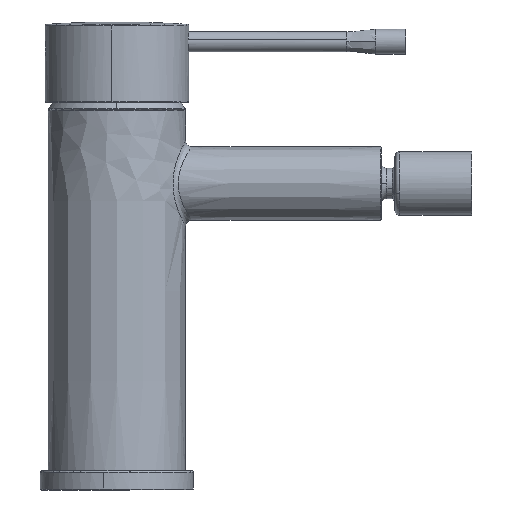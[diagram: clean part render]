
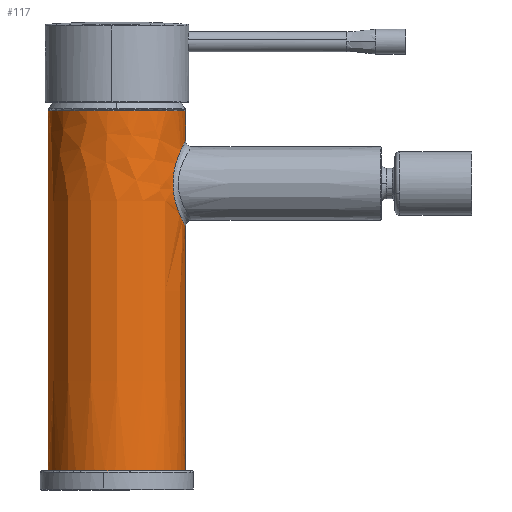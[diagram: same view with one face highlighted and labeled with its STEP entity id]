
A CAD part, front view. The second image highlights one B-rep face of the part: STEP entity #117.
In plain terms, the highlighted face is a extrusion surface.
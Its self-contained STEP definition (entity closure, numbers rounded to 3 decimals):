
#33=SURFACE_OF_LINEAR_EXTRUSION('',#253,#58);
#58=VECTOR('',#3907,112.8);
#117=ADVANCED_FACE('extract',(#178),#33,.T.);
#178=FACE_OUTER_BOUND('',#897,.T.);
#233=B_SPLINE_CURVE_WITH_KNOTS('',3,(#1718,#1728,#1729,#1730,#1731,#1732,#1717),.UNSPECIFIED.,.F.,.U.,(4,1,1,1,4),(0.,0.25,0.5,0.75,1.),.UNSPECIFIED.);
#247=B_SPLINE_CURVE_WITH_KNOTS('',3,(#2165,#2320,#2321,#2322,#2323,#2324,#2325,#2326,#2327,#2328,#2329,#2330,#2331,#2332,#2333,#2334,#2335,#2336,#2337,#2338,#2339,#2340,#2341,#2342,#2343,#2344,#2345,#2346,#2347,#2348,#2349,#2350,#2170),.UNSPECIFIED.,.F.,.U.,(4,1,1,1,1,1,1,1,1,1,1,1,1,1,1,1,1,1,1,1,1,1,1,1,1,1,1,1,1,1,4),(0.,0.01,0.021,0.031,0.042,0.052,0.062,0.073,0.083,0.094,0.104,0.115,0.125,0.172,0.219,0.266,0.313,0.406,0.5,0.594,0.687,0.734,0.781,0.828,0.875,0.896,0.917,0.938,0.958,0.979,1.),.UNSPECIFIED.);
#249=B_SPLINE_CURVE_WITH_KNOTS('',3,(#2351,#2352,#2353,#1718),.UNSPECIFIED.,.F.,.U.,(4,4),(0.,1.),.UNSPECIFIED.);
#251=B_SPLINE_CURVE_WITH_KNOTS('',3,(#2170,#2364,#2365,#2354),.UNSPECIFIED.,.F.,.U.,(4,4),(0.,1.),.UNSPECIFIED.);
#252=B_SPLINE_CURVE_WITH_KNOTS('',3,(#1717,#2366,#2367,#2165),.UNSPECIFIED.,.F.,.U.,(4,4),(0.,1.),.UNSPECIFIED.);
#253=B_SPLINE_CURVE_WITH_KNOTS('',3,(#1718,#1728,#1729,#1730,#1731,#1732,#1717),.UNSPECIFIED.,.F.,.U.,(4,1,1,1,4),(0.,0.25,0.5,0.75,1.),.UNSPECIFIED.);
#254=B_SPLINE_CURVE_WITH_KNOTS('',3,(#2354,#2368,#2369,#2370,#2371,#2372,#2351),.UNSPECIFIED.,.F.,.U.,(4,1,1,1,4),(0.,0.25,0.5,0.75,1.),.UNSPECIFIED.);
#383=ORIENTED_EDGE('',*,*,#639,.T.);
#384=ORIENTED_EDGE('',*,*,#641,.T.);
#385=ORIENTED_EDGE('',*,*,#637,.T.);
#386=ORIENTED_EDGE('',*,*,#620,.T.);
#387=ORIENTED_EDGE('',*,*,#640,.T.);
#388=ORIENTED_EDGE('',*,*,#636,.T.);
#620=EDGE_CURVE('18',#798,#797,#233,.T.);
#636=EDGE_CURVE('34',#807,#808,#247,.T.);
#637=EDGE_CURVE('35',#809,#798,#249,.T.);
#639=EDGE_CURVE('37',#808,#810,#251,.T.);
#640=EDGE_CURVE('38',#797,#807,#252,.T.);
#641=EDGE_CURVE('39',#810,#809,#254,.T.);
#797=VERTEX_POINT('11',#1717);
#798=VERTEX_POINT('12',#1718);
#807=VERTEX_POINT('21',#2165);
#808=VERTEX_POINT('22',#2170);
#809=VERTEX_POINT('23',#2351);
#810=VERTEX_POINT('24',#2354);
#897=EDGE_LOOP('',(#383,#384,#385,#386,#387,#388));
#1717=CARTESIAN_POINT('',(21.5,0.,0.));
#1718=CARTESIAN_POINT('',(-21.5,0.,0.));
#1728=CARTESIAN_POINT('',(-21.5,-5.616,0.));
#1729=CARTESIAN_POINT('',(-16.848,-16.848,0.));
#1730=CARTESIAN_POINT('',(0.,-23.826,0.));
#1731=CARTESIAN_POINT('',(16.848,-16.848,0.));
#1732=CARTESIAN_POINT('',(21.5,-5.616,0.));
#2165=CARTESIAN_POINT('',(21.5,0.,76.5));
#2170=CARTESIAN_POINT('',(21.5,0.,103.5));
#2320=CARTESIAN_POINT('',(21.499,-0.143,76.502));
#2321=CARTESIAN_POINT('',(21.497,-0.43,76.505));
#2322=CARTESIAN_POINT('',(21.483,-0.86,76.532));
#2323=CARTESIAN_POINT('',(21.461,-1.289,76.575));
#2324=CARTESIAN_POINT('',(21.43,-1.716,76.634));
#2325=CARTESIAN_POINT('',(21.39,-2.141,76.71));
#2326=CARTESIAN_POINT('',(21.342,-2.561,76.801));
#2327=CARTESIAN_POINT('',(21.286,-2.976,76.907));
#2328=CARTESIAN_POINT('',(21.223,-3.386,77.028));
#2329=CARTESIAN_POINT('',(21.153,-3.789,77.164));
#2330=CARTESIAN_POINT('',(21.076,-4.187,77.313));
#2331=CARTESIAN_POINT('',(20.992,-4.578,77.476));
#2332=CARTESIAN_POINT('',(20.799,-5.411,77.859));
#2333=CARTESIAN_POINT('',(20.451,-6.626,78.564));
#2334=CARTESIAN_POINT('',(19.911,-8.089,79.738));
#2335=CARTESIAN_POINT('',(19.345,-9.356,81.112));
#2336=CARTESIAN_POINT('',(18.617,-10.76,83.172));
#2337=CARTESIAN_POINT('',(17.841,-11.993,86.108));
#2338=CARTESIAN_POINT('',(17.45,-12.539,90.));
#2339=CARTESIAN_POINT('',(17.841,-11.993,93.892));
#2340=CARTESIAN_POINT('',(18.617,-10.76,96.828));
#2341=CARTESIAN_POINT('',(19.345,-9.356,98.888));
#2342=CARTESIAN_POINT('',(19.911,-8.089,100.262));
#2343=CARTESIAN_POINT('',(20.451,-6.626,101.436));
#2344=CARTESIAN_POINT('',(20.834,-5.29,102.212));
#2345=CARTESIAN_POINT('',(21.079,-4.19,102.693));
#2346=CARTESIAN_POINT('',(21.226,-3.388,102.979));
#2347=CARTESIAN_POINT('',(21.346,-2.563,103.207));
#2348=CARTESIAN_POINT('',(21.433,-1.718,103.373));
#2349=CARTESIAN_POINT('',(21.489,-0.862,103.479));
#2350=CARTESIAN_POINT('',(21.496,-0.287,103.493));
#2351=CARTESIAN_POINT('',(-21.5,0.,112.8));
#2352=CARTESIAN_POINT('',(-21.5,0.,75.739));
#2353=CARTESIAN_POINT('',(-21.5,0.,38.673));
#2354=CARTESIAN_POINT('',(21.5,0.,112.8));
#2364=CARTESIAN_POINT('',(21.5,0.,106.601));
#2365=CARTESIAN_POINT('',(21.5,0.,109.7));
#2366=CARTESIAN_POINT('',(21.5,0.,26.066));
#2367=CARTESIAN_POINT('',(21.5,0.,51.403));
#2368=CARTESIAN_POINT('',(21.5,-5.616,112.8));
#2369=CARTESIAN_POINT('',(16.848,-16.848,112.8));
#2370=CARTESIAN_POINT('',(0.,-23.826,112.8));
#2371=CARTESIAN_POINT('',(-16.848,-16.848,112.8));
#2372=CARTESIAN_POINT('',(-21.5,-5.616,112.8));
#3907=DIRECTION('',(0.,0.,1.));
